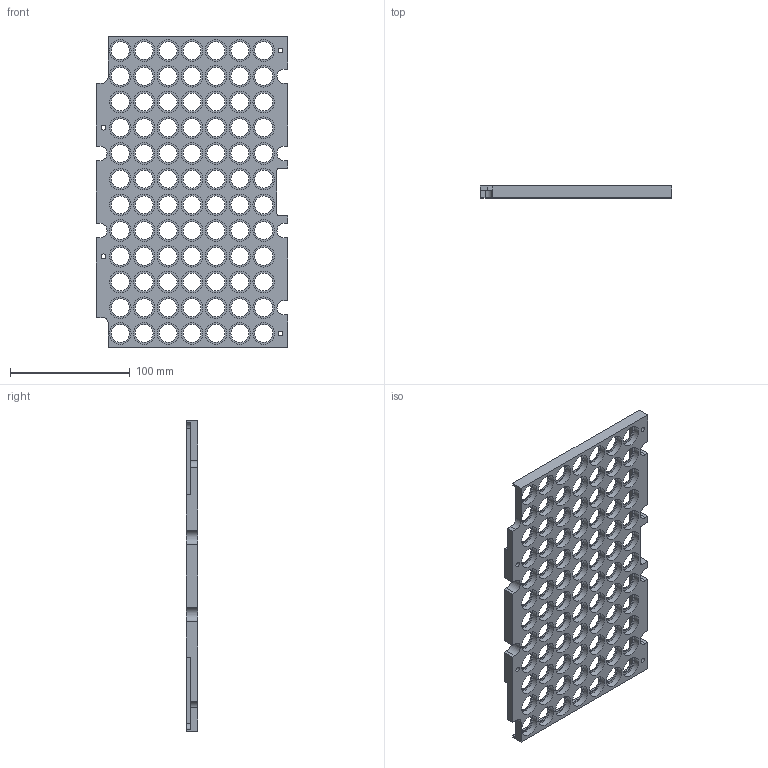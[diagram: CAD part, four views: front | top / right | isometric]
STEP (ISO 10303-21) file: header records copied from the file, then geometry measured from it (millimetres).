
FILE_DESCRIPTION(/* description */ (''),/* implementation_level */ '2;1');
FILE_NAME(/* name */ 'Platte1.stp',/* time_stamp */ '2025-05-28T15:19:34+02:00',/* author */ ('David'),/* organization */ (''),/* preprocessor_version */ 'ST-DEVELOPER v20',/* originating_system */ 'Autodesk Inventor 2024',/* authorisation */ '');
FILE_SCHEMA (('AUTOMOTIVE_DESIGN { 1 0 10303 214 3 1 1 }'));
Length unit declared in the file: millimetre
Products named in the file (1): Platte1
Bounding box: 160 x 10 x 260 mm (x, y, z)
Volume: 133776 mm3; surface area: 89828.8 mm2
Topology: 1 solids, 1 shells, 320 faces, 690 edges, 460 vertices
Faces by surface type: cylinder 190, plane 130
Full cylindrical faces by diameter (mm): 4 x4, 6 x4, 15 x84, 18 x84
Entity records: 9269 total; most frequent: DIRECTION 1712, CARTESIAN_POINT 1471, ORIENTED_EDGE 1380, AXIS2_PLACEMENT_3D 701, EDGE_CURVE 690, EDGE_LOOP 584, VERTEX_POINT 460, CIRCLE 380
